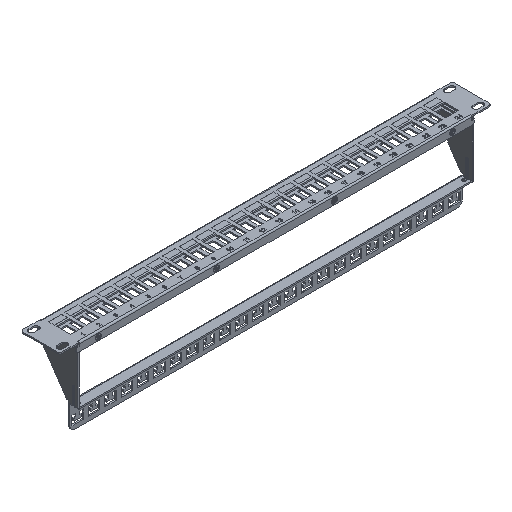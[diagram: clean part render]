
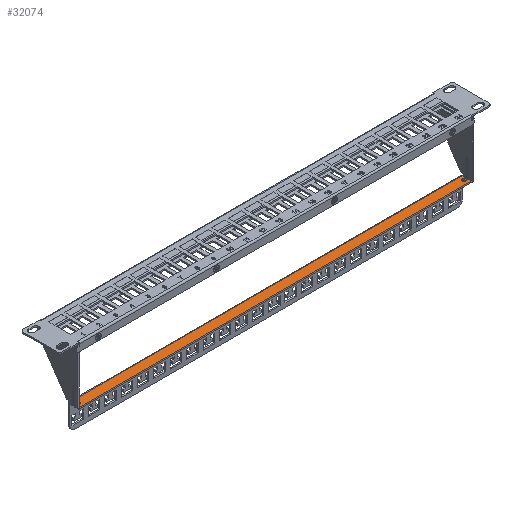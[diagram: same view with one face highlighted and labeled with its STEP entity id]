
A CAD part, isometric view. The second image highlights one B-rep face of the part: STEP entity #32074.
In plain terms, the highlighted face is planar.
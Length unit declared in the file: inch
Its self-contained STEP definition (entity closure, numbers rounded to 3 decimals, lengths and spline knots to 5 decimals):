
#726 = DIRECTION ( 'NONE',  ( 0., -1., 0. ) ) ;
#2185 = ORIENTED_EDGE ( 'NONE', *, *, #92547, .F. ) ;
#2554 = EDGE_LOOP ( 'NONE', ( #97768, #82172, #30165, #59020, #102124, #39132, #55034, #89463, #55144, #105824, #2185, #105746, #17268, #92577, #60839, #74152 ) ) ;
#2726 = CARTESIAN_POINT ( 'NONE',  ( 8.4905, -0.2654, 0. ) ) ;
#3183 = CARTESIAN_POINT ( 'NONE',  ( 8.65, -0.48, 0. ) ) ;
#3248 = DIRECTION ( 'NONE',  ( 0., 1., 0. ) ) ;
#4540 = EDGE_CURVE ( 'NONE', #73731, #89422, #35419, .T. ) ;
#4715 = CARTESIAN_POINT ( 'NONE',  ( 8.64, -0.48, 0. ) ) ;
#5144 = EDGE_CURVE ( 'NONE', #66613, #65460, #96307, .T. ) ;
#6776 = LINE ( 'NONE', #53761, #79667 ) ;
#6910 = CARTESIAN_POINT ( 'NONE',  ( -8.4905, -0.2094, 0. ) ) ;
#7609 = DIRECTION ( 'NONE',  ( 0., 0., -1. ) ) ;
#7828 = VERTEX_POINT ( 'NONE', #66966 ) ;
#8314 = LINE ( 'NONE', #84833, #95805 ) ;
#9644 = AXIS2_PLACEMENT_3D ( 'NONE', #3183, #10291, #27979 ) ;
#10291 = DIRECTION ( 'NONE',  ( 0., 0., 1. ) ) ;
#10585 = LINE ( 'NONE', #84143, #18501 ) ;
#10848 = DIRECTION ( 'NONE',  ( 0., -1., 0. ) ) ;
#12260 = VERTEX_POINT ( 'NONE', #28296 ) ;
#14299 = CIRCLE ( 'NONE', #73480, 0.056 ) ;
#16465 = CARTESIAN_POINT ( 'NONE',  ( 8.4905, -0.2844, 0. ) ) ;
#17162 = DIRECTION ( 'NONE',  ( 0., 1., 0. ) ) ;
#17268 = ORIENTED_EDGE ( 'NONE', *, *, #76491, .F. ) ;
#18157 = CARTESIAN_POINT ( 'NONE',  ( -8.64, -0.2094, 0. ) ) ;
#18501 = VECTOR ( 'NONE', #59713, 39.37008 ) ;
#19471 = DIRECTION ( 'NONE',  ( 0., 0., -1. ) ) ;
#20085 = DIRECTION ( 'NONE',  ( 0., 0., -1. ) ) ;
#20438 = DIRECTION ( 'NONE',  ( 1., 0., 0. ) ) ;
#20817 = EDGE_CURVE ( 'NONE', #89422, #7828, #91332, .T. ) ;
#23127 = VERTEX_POINT ( 'NONE', #46703 ) ;
#27979 = DIRECTION ( 'NONE',  ( 1., 0., 0. ) ) ;
#28296 = CARTESIAN_POINT ( 'NONE',  ( 8.4905, -0.2094, 0. ) ) ;
#28399 = CARTESIAN_POINT ( 'NONE',  ( -8.64, -0.0698, 0. ) ) ;
#28487 = LINE ( 'NONE', #37613, #104055 ) ;
#28952 = VECTOR ( 'NONE', #42628, 39.37008 ) ;
#29197 = EDGE_CURVE ( 'NONE', #83378, #106771, #6776, .T. ) ;
#30165 = ORIENTED_EDGE ( 'NONE', *, *, #20817, .F. ) ;
#30351 = EDGE_CURVE ( 'NONE', #71205, #106771, #14299, .T. ) ;
#31621 = LINE ( 'NONE', #18157, #28952 ) ;
#32074 = ADVANCED_FACE ( 'NONE', ( #77500 ), #36155, .F. ) ;
#32231 = VECTOR ( 'NONE', #3248, 39.37008 ) ;
#32838 = VERTEX_POINT ( 'NONE', #50072 ) ;
#33120 = DIRECTION ( 'NONE',  ( 1., 0., 0. ) ) ;
#35398 = CIRCLE ( 'NONE', #96362, 0.056 ) ;
#35419 = LINE ( 'NONE', #55843, #74031 ) ;
#36155 = PLANE ( 'NONE',  #9644 ) ;
#37613 = CARTESIAN_POINT ( 'NONE',  ( 8.65, -0.2094, 0. ) ) ;
#37921 = CARTESIAN_POINT ( 'NONE',  ( 8.64, -0.2094, 0. ) ) ;
#39132 = ORIENTED_EDGE ( 'NONE', *, *, #52316, .T. ) ;
#42003 = DIRECTION ( 'NONE',  ( 1., 0., 0. ) ) ;
#42628 = DIRECTION ( 'NONE',  ( -1., 0., 0. ) ) ;
#42744 = EDGE_CURVE ( 'NONE', #83378, #12260, #54496, .T. ) ;
#43226 = CARTESIAN_POINT ( 'NONE',  ( -8.4905, -0.3404, 0. ) ) ;
#44750 = DIRECTION ( 'NONE',  ( 0., 0., -1. ) ) ;
#44978 = CARTESIAN_POINT ( 'NONE',  ( 8.65, -0.48, 0. ) ) ;
#46703 = CARTESIAN_POINT ( 'NONE',  ( 8.64, -0.3404, 0. ) ) ;
#47679 = EDGE_CURVE ( 'NONE', #106930, #53257, #60970, .T. ) ;
#49444 = LINE ( 'NONE', #87739, #32231 ) ;
#49720 = CARTESIAN_POINT ( 'NONE',  ( 8.4905, -0.3404, 0. ) ) ;
#50072 = CARTESIAN_POINT ( 'NONE',  ( -8.4345, -0.2844, 0. ) ) ;
#50143 = LINE ( 'NONE', #58610, #84624 ) ;
#50559 = CARTESIAN_POINT ( 'NONE',  ( -8.4625, -0.3404, 0. ) ) ;
#52130 = AXIS2_PLACEMENT_3D ( 'NONE', #2726, #20085, #20438 ) ;
#52316 = EDGE_CURVE ( 'NONE', #107236, #12260, #28487, .T. ) ;
#53257 = VERTEX_POINT ( 'NONE', #82623 ) ;
#53507 = VERTEX_POINT ( 'NONE', #43226 ) ;
#53761 = CARTESIAN_POINT ( 'NONE',  ( 8.4345, -0.3124, 0. ) ) ;
#54294 = CARTESIAN_POINT ( 'NONE',  ( 8.64, -0.0698, 0. ) ) ;
#54496 = CIRCLE ( 'NONE', #52130, 0.056 ) ;
#54771 = VECTOR ( 'NONE', #33120, 39.37008 ) ;
#55034 = ORIENTED_EDGE ( 'NONE', *, *, #42744, .F. ) ;
#55144 = ORIENTED_EDGE ( 'NONE', *, *, #30351, .F. ) ;
#55779 = EDGE_CURVE ( 'NONE', #107236, #73731, #10585, .T. ) ;
#55843 = CARTESIAN_POINT ( 'NONE',  ( 8.65, -0.0698, 0. ) ) ;
#56893 = EDGE_CURVE ( 'NONE', #32838, #53507, #35398, .T. ) ;
#58610 = CARTESIAN_POINT ( 'NONE',  ( 8.65, -0.3404, 0. ) ) ;
#59020 = ORIENTED_EDGE ( 'NONE', *, *, #4540, .F. ) ;
#59713 = DIRECTION ( 'NONE',  ( 0., 1., 0. ) ) ;
#60313 = EDGE_CURVE ( 'NONE', #32838, #53257, #49444, .T. ) ;
#60839 = ORIENTED_EDGE ( 'NONE', *, *, #56893, .F. ) ;
#60970 = CIRCLE ( 'NONE', #73174, 0.056 ) ;
#61383 = DIRECTION ( 'NONE',  ( -1., 0., 0. ) ) ;
#65460 = VERTEX_POINT ( 'NONE', #99195 ) ;
#65800 = EDGE_CURVE ( 'NONE', #71205, #23127, #50143, .T. ) ;
#66095 = VECTOR ( 'NONE', #17162, 39.37008 ) ;
#66613 = VERTEX_POINT ( 'NONE', #4715 ) ;
#66966 = CARTESIAN_POINT ( 'NONE',  ( -8.64, -0.2094, 0. ) ) ;
#68838 = VECTOR ( 'NONE', #93107, 39.37008 ) ;
#71205 = VERTEX_POINT ( 'NONE', #49720 ) ;
#73153 = EDGE_CURVE ( 'NONE', #106930, #7828, #31621, .T. ) ;
#73174 = AXIS2_PLACEMENT_3D ( 'NONE', #77731, #19471, #103662 ) ;
#73467 = VERTEX_POINT ( 'NONE', #74495 ) ;
#73480 = AXIS2_PLACEMENT_3D ( 'NONE', #16465, #7609, #42003 ) ;
#73731 = VERTEX_POINT ( 'NONE', #54294 ) ;
#74031 = VECTOR ( 'NONE', #105175, 39.37008 ) ;
#74064 = LINE ( 'NONE', #93536, #66095 ) ;
#74152 = ORIENTED_EDGE ( 'NONE', *, *, #60313, .T. ) ;
#74495 = CARTESIAN_POINT ( 'NONE',  ( -8.64, -0.3404, 0. ) ) ;
#76491 = EDGE_CURVE ( 'NONE', #73467, #65460, #8314, .T. ) ;
#77500 = FACE_OUTER_BOUND ( 'NONE', #2554, .T. ) ;
#77731 = CARTESIAN_POINT ( 'NONE',  ( -8.4905, -0.2654, 0. ) ) ;
#79667 = VECTOR ( 'NONE', #10848, 39.37008 ) ;
#82172 = ORIENTED_EDGE ( 'NONE', *, *, #73153, .T. ) ;
#82623 = CARTESIAN_POINT ( 'NONE',  ( -8.4345, -0.2654, 0. ) ) ;
#82742 = CARTESIAN_POINT ( 'NONE',  ( -8.64, -0.0698, 0. ) ) ;
#83378 = VERTEX_POINT ( 'NONE', #103701 ) ;
#84143 = CARTESIAN_POINT ( 'NONE',  ( 8.64, -0.48, 0. ) ) ;
#84624 = VECTOR ( 'NONE', #85252, 39.37008 ) ;
#84833 = CARTESIAN_POINT ( 'NONE',  ( -8.64, -0.0698, 0. ) ) ;
#85252 = DIRECTION ( 'NONE',  ( 1., 0., 0. ) ) ;
#86971 = CARTESIAN_POINT ( 'NONE',  ( 8.4345, -0.2844, 0. ) ) ;
#87739 = CARTESIAN_POINT ( 'NONE',  ( -8.4345, -0.48, 0. ) ) ;
#89422 = VERTEX_POINT ( 'NONE', #28399 ) ;
#89463 = ORIENTED_EDGE ( 'NONE', *, *, #29197, .T. ) ;
#91332 = LINE ( 'NONE', #82742, #68838 ) ;
#92547 = EDGE_CURVE ( 'NONE', #66613, #23127, #74064, .T. ) ;
#92577 = ORIENTED_EDGE ( 'NONE', *, *, #107096, .T. ) ;
#93107 = DIRECTION ( 'NONE',  ( 0., -1., 0. ) ) ;
#93536 = CARTESIAN_POINT ( 'NONE',  ( 8.64, -0.48, 0. ) ) ;
#95805 = VECTOR ( 'NONE', #726, 39.37008 ) ;
#96307 = LINE ( 'NONE', #44978, #102914 ) ;
#96362 = AXIS2_PLACEMENT_3D ( 'NONE', #104123, #44750, #96719 ) ;
#96719 = DIRECTION ( 'NONE',  ( 1., 0., 0. ) ) ;
#97258 = LINE ( 'NONE', #50559, #54771 ) ;
#97768 = ORIENTED_EDGE ( 'NONE', *, *, #47679, .F. ) ;
#98057 = DIRECTION ( 'NONE',  ( -1., 0., 0. ) ) ;
#99195 = CARTESIAN_POINT ( 'NONE',  ( -8.64, -0.48, 0. ) ) ;
#102124 = ORIENTED_EDGE ( 'NONE', *, *, #55779, .F. ) ;
#102914 = VECTOR ( 'NONE', #61383, 39.37008 ) ;
#103662 = DIRECTION ( 'NONE',  ( 1., 0., 0. ) ) ;
#103701 = CARTESIAN_POINT ( 'NONE',  ( 8.4345, -0.2654, 0. ) ) ;
#104055 = VECTOR ( 'NONE', #98057, 39.37008 ) ;
#104123 = CARTESIAN_POINT ( 'NONE',  ( -8.4905, -0.2844, 0. ) ) ;
#105175 = DIRECTION ( 'NONE',  ( -1., 0., 0. ) ) ;
#105746 = ORIENTED_EDGE ( 'NONE', *, *, #5144, .T. ) ;
#105824 = ORIENTED_EDGE ( 'NONE', *, *, #65800, .T. ) ;
#106771 = VERTEX_POINT ( 'NONE', #86971 ) ;
#106930 = VERTEX_POINT ( 'NONE', #6910 ) ;
#107096 = EDGE_CURVE ( 'NONE', #73467, #53507, #97258, .T. ) ;
#107236 = VERTEX_POINT ( 'NONE', #37921 ) ;
